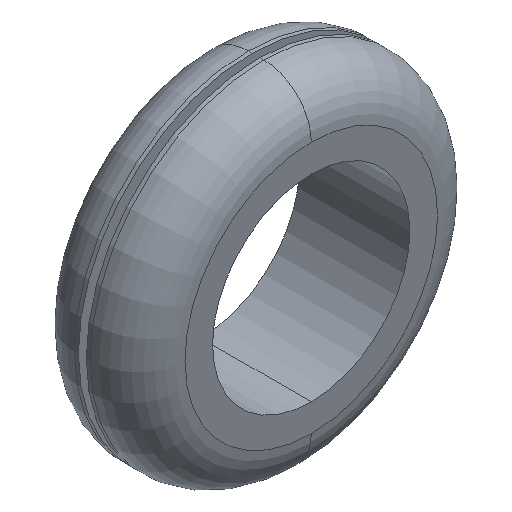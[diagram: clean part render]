
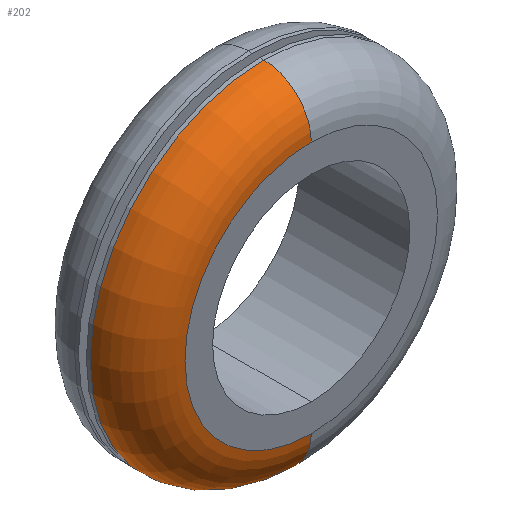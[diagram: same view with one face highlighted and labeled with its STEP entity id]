
A CAD part, isometric view. The second image highlights one B-rep face of the part: STEP entity #202.
In plain terms, the highlighted toroidal (fillet/blend) face has major radius 16 mm and minor radius 6 mm.
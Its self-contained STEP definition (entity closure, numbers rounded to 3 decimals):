
#1 = CARTESIAN_POINT ( 'NONE',  ( 0., -7., 16. ) ) ;
#7 = DIRECTION ( 'NONE',  ( 0., 0., 1. ) ) ;
#13 = DIRECTION ( 'NONE',  ( -1., 0., 0. ) ) ;
#14 = CARTESIAN_POINT ( 'NONE',  ( 0., -1., 16. ) ) ;
#15 = AXIS2_PLACEMENT_3D ( 'NONE', #14, #13, #7 ) ;
#17 = CIRCLE ( 'NONE', #15, 6. ) ;
#67 = DIRECTION ( 'NONE',  ( 0., 0., 1. ) ) ;
#68 = DIRECTION ( 'NONE',  ( 0., 1., 0. ) ) ;
#69 = CARTESIAN_POINT ( 'NONE',  ( 0., -7., 0. ) ) ;
#70 = AXIS2_PLACEMENT_3D ( 'NONE', #69, #68, #67 ) ;
#71 = CIRCLE ( 'NONE', #70, 16. ) ;
#77 = DIRECTION ( 'NONE',  ( 0., 0., 1. ) ) ;
#78 = DIRECTION ( 'NONE',  ( 0., 1., 0. ) ) ;
#79 = CARTESIAN_POINT ( 'NONE',  ( 0., -1., 0. ) ) ;
#80 = AXIS2_PLACEMENT_3D ( 'NONE', #79, #78, #77 ) ;
#82 = TOROIDAL_SURFACE ( 'NONE', #80, 16., 6. ) ;
#83 = FACE_OUTER_BOUND ( 'NONE', #203, .T. ) ;
#84 = DIRECTION ( 'NONE',  ( 0., 0., 1. ) ) ;
#85 = DIRECTION ( 'NONE',  ( 0., 1., 0. ) ) ;
#86 = CARTESIAN_POINT ( 'NONE',  ( 0., -1., 0. ) ) ;
#87 = AXIS2_PLACEMENT_3D ( 'NONE', #86, #85, #84 ) ;
#92 = CIRCLE ( 'NONE', #87, 22. ) ;
#199 = EDGE_CURVE ( 'NONE', #293, #290, #92, .T. ) ;
#202 = ADVANCED_FACE ( 'NONE', ( #83 ), #82, .T. ) ;
#203 = EDGE_LOOP ( 'NONE', ( #204, #208, #210, #211 ) ) ;
#204 = ORIENTED_EDGE ( 'NONE', *, *, #291, .F. ) ;
#208 = ORIENTED_EDGE ( 'NONE', *, *, #209, .T. ) ;
#209 = EDGE_CURVE ( 'NONE', #289, #286, #71, .T. ) ;
#210 = ORIENTED_EDGE ( 'NONE', *, *, #283, .T. ) ;
#211 = ORIENTED_EDGE ( 'NONE', *, *, #199, .F. ) ;
#283 = EDGE_CURVE ( 'NONE', #286, #290, #17, .T. ) ;
#286 = VERTEX_POINT ( 'NONE', #1 ) ;
#289 = VERTEX_POINT ( 'NONE', #455 ) ;
#290 = VERTEX_POINT ( 'NONE', #464 ) ;
#291 = EDGE_CURVE ( 'NONE', #289, #293, #460, .T. ) ;
#293 = VERTEX_POINT ( 'NONE', #468 ) ;
#454 = DIRECTION ( 'NONE',  ( 0., 0., -1. ) ) ;
#455 = CARTESIAN_POINT ( 'NONE',  ( 0., -7., -16. ) ) ;
#460 = CIRCLE ( 'NONE', #462, 6. ) ;
#461 = CARTESIAN_POINT ( 'NONE',  ( 0., -1., -16. ) ) ;
#462 = AXIS2_PLACEMENT_3D ( 'NONE', #461, #463, #454 ) ;
#463 = DIRECTION ( 'NONE',  ( 1., 0., 0. ) ) ;
#464 = CARTESIAN_POINT ( 'NONE',  ( 0., -1., 22. ) ) ;
#468 = CARTESIAN_POINT ( 'NONE',  ( 0., -1., -22. ) ) ;
